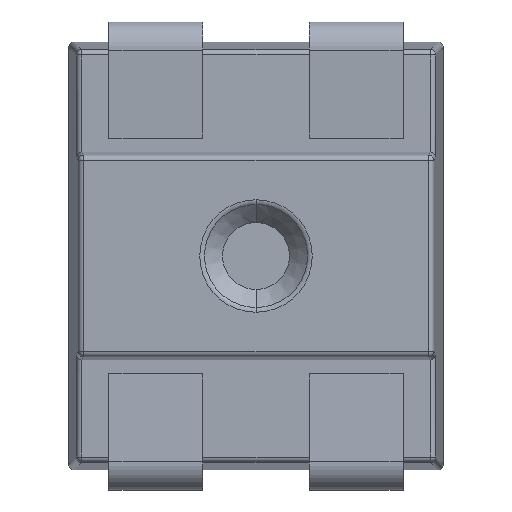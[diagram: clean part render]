
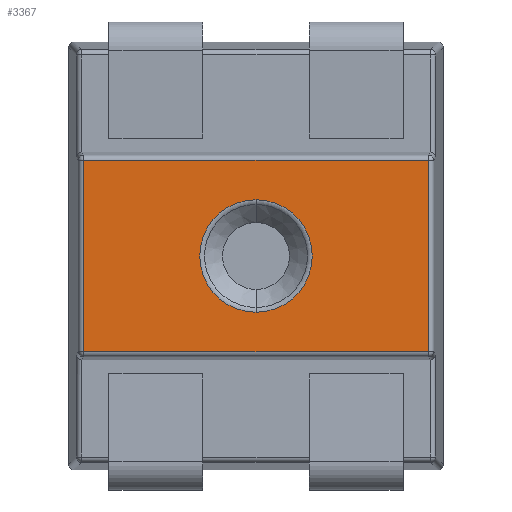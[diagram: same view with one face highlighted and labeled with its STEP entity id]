
A CAD part, front view. The second image highlights one B-rep face of the part: STEP entity #3367.
In plain terms, the highlighted planar face has unit normal (0, -1, 0).
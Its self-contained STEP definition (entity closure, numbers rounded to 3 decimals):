
#52 = VERTEX_POINT ( 'NONE', #3991 ) ;
#129 = CARTESIAN_POINT ( 'NONE',  ( 0., -0.9, 0. ) ) ;
#139 = CIRCLE ( 'NONE', #799, 0.421 ) ;
#204 = AXIS2_PLACEMENT_3D ( 'NONE', #685, #4397, #2349 ) ;
#387 = ORIENTED_EDGE ( 'NONE', *, *, #1106, .T. ) ;
#446 = CARTESIAN_POINT ( 'NONE',  ( -1.289, -0.9, -0.715 ) ) ;
#463 = CARTESIAN_POINT ( 'NONE',  ( 1.289, -0.9, 0.715 ) ) ;
#471 = DIRECTION ( 'NONE',  ( 0., 0., 1. ) ) ;
#602 = EDGE_CURVE ( 'NONE', #2705, #3788, #2415, .T. ) ;
#685 = CARTESIAN_POINT ( 'NONE',  ( 0., -0.9, 0. ) ) ;
#702 = CARTESIAN_POINT ( 'NONE',  ( 1.289, -0.9, 0.75 ) ) ;
#714 = CARTESIAN_POINT ( 'NONE',  ( 0., -0.9, 0.421 ) ) ;
#799 = AXIS2_PLACEMENT_3D ( 'NONE', #129, #3131, #471 ) ;
#907 = CIRCLE ( 'NONE', #204, 0.421 ) ;
#1053 = VECTOR ( 'NONE', #1743, 1000. ) ;
#1106 = EDGE_CURVE ( 'NONE', #3788, #2772, #2211, .T. ) ;
#1163 = FACE_BOUND ( 'NONE', #3159, .T. ) ;
#1210 = FACE_OUTER_BOUND ( 'NONE', #3032, .T. ) ;
#1469 = VECTOR ( 'NONE', #3814, 1000. ) ;
#1519 = CARTESIAN_POINT ( 'NONE',  ( 1.4, -0.9, 0. ) ) ;
#1548 = VECTOR ( 'NONE', #1782, 1000. ) ;
#1643 = EDGE_CURVE ( 'NONE', #52, #4041, #907, .T. ) ;
#1743 = DIRECTION ( 'NONE',  ( 1., 0., 0. ) ) ;
#1782 = DIRECTION ( 'NONE',  ( 0., 0., 1. ) ) ;
#1823 = CARTESIAN_POINT ( 'NONE',  ( 1.289, -0.9, -0.715 ) ) ;
#2193 = CARTESIAN_POINT ( 'NONE',  ( -1.327, -0.9, 0.715 ) ) ;
#2211 = LINE ( 'NONE', #3408, #1469 ) ;
#2225 = DIRECTION ( 'NONE',  ( 0., 1., 0. ) ) ;
#2241 = DIRECTION ( 'NONE',  ( -1., 0., 0. ) ) ;
#2349 = DIRECTION ( 'NONE',  ( 0., 0., 1. ) ) ;
#2415 = LINE ( 'NONE', #2193, #4304 ) ;
#2540 = PLANE ( 'NONE',  #3646 ) ;
#2554 = VERTEX_POINT ( 'NONE', #1823 ) ;
#2705 = VERTEX_POINT ( 'NONE', #463 ) ;
#2772 = VERTEX_POINT ( 'NONE', #446 ) ;
#2945 = LINE ( 'NONE', #3715, #1053 ) ;
#3026 = ORIENTED_EDGE ( 'NONE', *, *, #3094, .T. ) ;
#3032 = EDGE_LOOP ( 'NONE', ( #3834, #3026, #3809, #387 ) ) ;
#3051 = LINE ( 'NONE', #702, #1548 ) ;
#3094 = EDGE_CURVE ( 'NONE', #2554, #2705, #3051, .T. ) ;
#3131 = DIRECTION ( 'NONE',  ( 0., 1., 0. ) ) ;
#3155 = EDGE_CURVE ( 'NONE', #4041, #52, #139, .T. ) ;
#3159 = EDGE_LOOP ( 'NONE', ( #3645, #3803 ) ) ;
#3367 = ADVANCED_FACE ( 'NONE', ( #1163, #1210 ), #2540, .F. ) ;
#3408 = CARTESIAN_POINT ( 'NONE',  ( -1.289, -0.9, -0.75 ) ) ;
#3645 = ORIENTED_EDGE ( 'NONE', *, *, #3155, .T. ) ;
#3646 = AXIS2_PLACEMENT_3D ( 'NONE', #1519, #2225, #4227 ) ;
#3715 = CARTESIAN_POINT ( 'NONE',  ( 1.4, -0.9, -0.715 ) ) ;
#3738 = EDGE_CURVE ( 'NONE', #2772, #2554, #2945, .T. ) ;
#3788 = VERTEX_POINT ( 'NONE', #4111 ) ;
#3803 = ORIENTED_EDGE ( 'NONE', *, *, #1643, .T. ) ;
#3809 = ORIENTED_EDGE ( 'NONE', *, *, #602, .T. ) ;
#3814 = DIRECTION ( 'NONE',  ( 0., 0., -1. ) ) ;
#3834 = ORIENTED_EDGE ( 'NONE', *, *, #3738, .T. ) ;
#3991 = CARTESIAN_POINT ( 'NONE',  ( 0., -0.9, -0.421 ) ) ;
#4041 = VERTEX_POINT ( 'NONE', #714 ) ;
#4111 = CARTESIAN_POINT ( 'NONE',  ( -1.289, -0.9, 0.715 ) ) ;
#4227 = DIRECTION ( 'NONE',  ( 0., 0., 1. ) ) ;
#4304 = VECTOR ( 'NONE', #2241, 1000. ) ;
#4397 = DIRECTION ( 'NONE',  ( 0., 1., 0. ) ) ;
